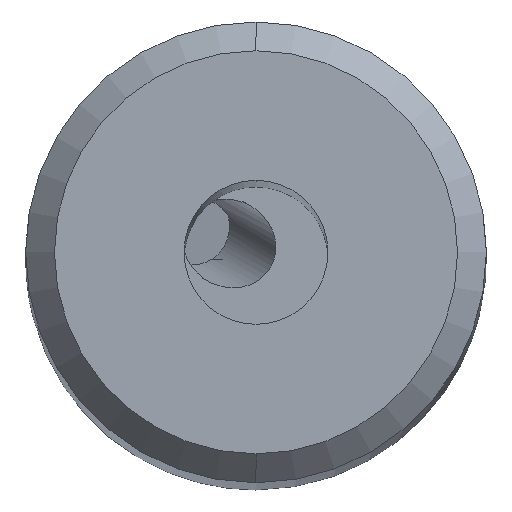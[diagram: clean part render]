
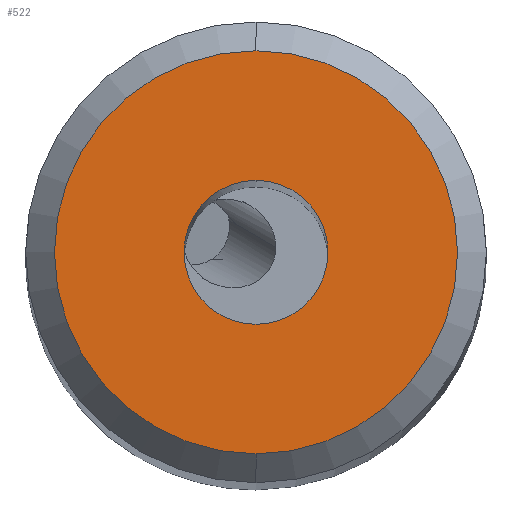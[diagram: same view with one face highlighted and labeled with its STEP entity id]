
A CAD part, top view. The second image highlights one B-rep face of the part: STEP entity #522.
In plain terms, the highlighted planar face has unit normal (0, 0, 1).
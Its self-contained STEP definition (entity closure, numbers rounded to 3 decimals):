
#414=VERTEX_POINT('NONE',#1061);
#454=EDGE_CURVE('NONE',#584,#414,#1102,.T.);
#512=EDGE_CURVE('NONE',#682,#856,#1167,.T.);
#522=ADVANCED_FACE('NONE',(#1178,#1179),#1180,.F.);
#584=VERTEX_POINT('NONE',#1245);
#588=EDGE_CURVE('NONE',#856,#682,#1249,.T.);
#656=EDGE_CURVE('NONE',#414,#584,#1324,.T.);
#682=VERTEX_POINT('NONE',#1351);
#856=VERTEX_POINT('NONE',#1548);
#1061=CARTESIAN_POINT('',(0.0,-7.,0.));
#1102=CIRCLE('',#1880,7.);
#1167=CIRCLE('',#1987,2.5);
#1178=FACE_OUTER_BOUND('',#2004,.T.);
#1179=FACE_BOUND('',#2005,.T.);
#1180=PLANE('',#2006);
#1245=CARTESIAN_POINT('',(0.,7.,0.));
#1249=CIRCLE('',#2152,2.5);
#1324=CIRCLE('',#2257,7.);
#1351=CARTESIAN_POINT('',(0.,-2.5,0.));
#1548=CARTESIAN_POINT('',(0.0,2.5,0.));
#1880=AXIS2_PLACEMENT_3D('',#2984,#2985,#2986);
#1987=AXIS2_PLACEMENT_3D('',#3063,#3064,#3065);
#2004=EDGE_LOOP('',(#3078,#3079));
#2005=EDGE_LOOP('',(#3080,#3081));
#2006=AXIS2_PLACEMENT_3D('',#3082,#3083,#3084);
#2152=AXIS2_PLACEMENT_3D('',#3150,#3151,#3152);
#2257=AXIS2_PLACEMENT_3D('',#3247,#3248,#3249);
#2984=CARTESIAN_POINT('',(0.0,0.0,0.));
#2985=DIRECTION('',(0.0,-0.0,1.0));
#2986=DIRECTION('',(0.0,1.0,0.0));
#3063=CARTESIAN_POINT('',(0.0,0.0,0.));
#3064=DIRECTION('',(0.0,-0.0,1.0));
#3065=DIRECTION('',(0.0,1.0,0.0));
#3078=ORIENTED_EDGE('',*,*,#656,.T.);
#3079=ORIENTED_EDGE('',*,*,#454,.T.);
#3080=ORIENTED_EDGE('',*,*,#588,.F.);
#3081=ORIENTED_EDGE('',*,*,#512,.F.);
#3082=CARTESIAN_POINT('',(-2.5,0.0,0.));
#3083=DIRECTION('',(0.0,0.0,-1.0));
#3084=DIRECTION('',(-1.0,0.0,0.0));
#3150=CARTESIAN_POINT('',(0.0,0.0,0.));
#3151=DIRECTION('',(0.0,-0.0,1.0));
#3152=DIRECTION('',(0.0,1.0,0.0));
#3247=CARTESIAN_POINT('',(0.0,0.0,0.));
#3248=DIRECTION('',(0.0,-0.0,1.0));
#3249=DIRECTION('',(0.0,1.0,0.0));
